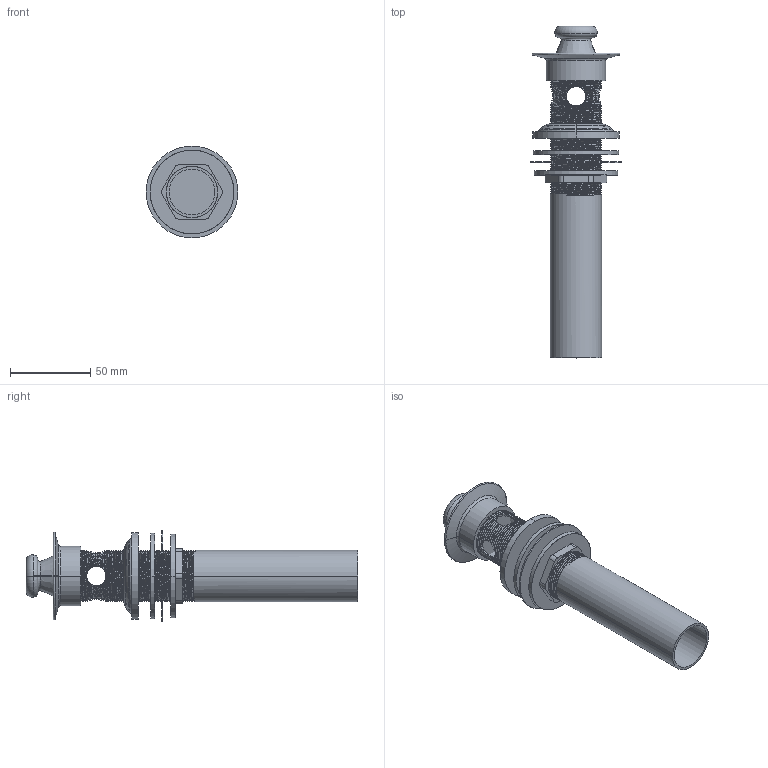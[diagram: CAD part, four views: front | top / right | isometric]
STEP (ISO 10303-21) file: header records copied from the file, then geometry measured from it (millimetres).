
FILE_DESCRIPTION((''),'2;1');
FILE_NAME('3202','2021-06-09T16:21:41',('NSantos'),(''),'CREO PARAMETRIC BY PTC INC, 2018500','CREO PARAMETRIC BY PTC INC, 2018500','');
FILE_SCHEMA(('CONFIG_CONTROL_DESIGN'));
Products named in the file (1): 3202
Bounding box: 57.15 x 206.27 x 57.15 mm (x, y, z)
Volume: 131413.5 mm3; surface area: 95566.4 mm2
Topology: 2 solids, 45 shells, 620 faces, 1803 edges, 1220 vertices
Faces by surface type: cylinder 336, bspline 165, plane 51, torus 38, cone 26, sphere 4
Entity records: 45573 total; most frequent: CARTESIAN_POINT 32182, ORIENTED_EDGE 2990, DIRECTION 1831, EDGE_CURVE 1802, VERTEX_POINT 1219, B_SPLINE_CURVE_WITH_KNOTS 1145, AXIS2_PLACEMENT_3D 718, EDGE_LOOP 650
